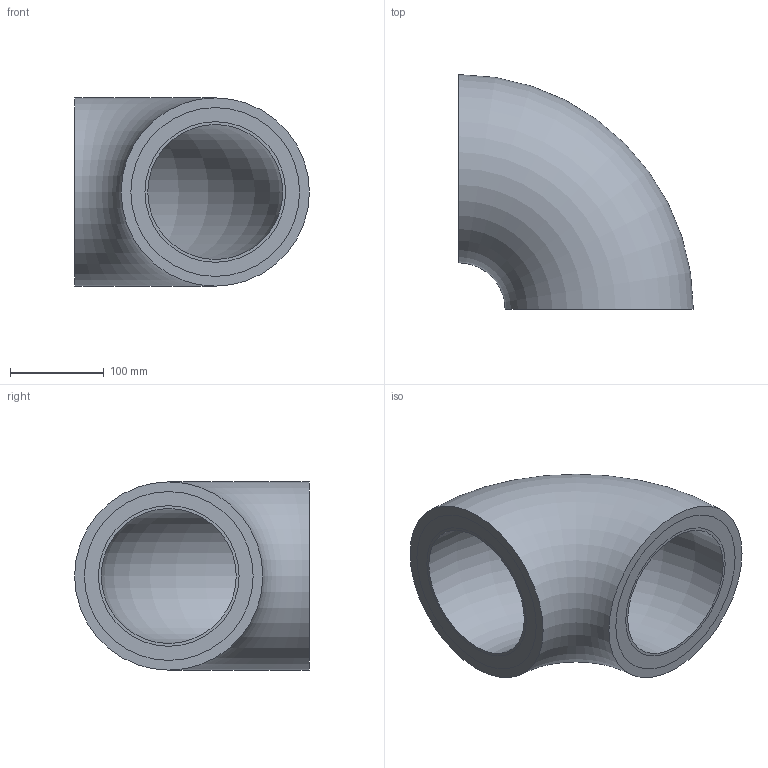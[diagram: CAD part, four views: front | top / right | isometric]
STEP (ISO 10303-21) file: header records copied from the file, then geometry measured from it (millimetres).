
FILE_DESCRIPTION(('FreeCAD Model'),'2;1');
FILE_NAME('Circular_bend_reduction.step', '2016-12-02T14:43:21',('Author'),(''), 'Open CASCADE STEP processor 6.8','FreeCAD','Unknown');
FILE_SCHEMA(('AUTOMOTIVE_DESIGN_CC2 { 1 2 10303 214 -1 1 5 4 }'));
Length unit declared in the file: millimetre
Products named in the file (3): ASSEMBLY; Clone_of_01-Circular_bend_flanges; Clone_of_02-Insulation_001
Assembly tree (2 placements, depth 2):
  ASSEMBLY
    Clone_of_01-Circular_bend_flanges
    Clone_of_02-Insulation_001
Bounding box: 250.4 x 250.4 x 200.8 mm (x, y, z)
Volume: 3670889.8 mm3; surface area: 545379.7 mm2
Topology: 4 solids, 4 shells, 16 faces, 24 edges, 16 vertices
Faces by surface type: plane 8, torus 4, cylinder 4
Full cylindrical faces by diameter (mm): 150 x2, 180 x2
Entity records: 822 total; most frequent: CARTESIAN_POINT 205, DIRECTION 112, ORIENTED_EDGE 48, PCURVE 48, DEFINITIONAL_REPRESENTATION 48, AXIS2_PLACEMENT_3D 39, LINE 34, VECTOR 34
